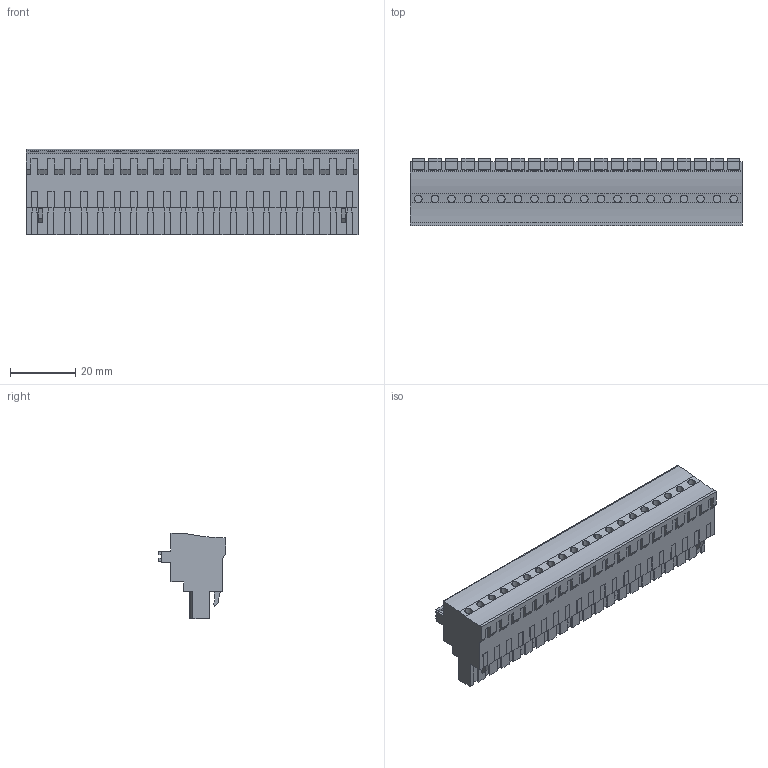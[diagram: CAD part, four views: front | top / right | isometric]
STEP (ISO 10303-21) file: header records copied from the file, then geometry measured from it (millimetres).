
FILE_DESCRIPTION(('CATIA V5 STEP Exchange','CAx-IF Rec.Pracs.--- Model Styling and Organization---1.2---2011-12-15'),'2;1');
FILE_NAME ('D1461171_0_1982880000_1982880000.stp','2017-10-30T14:58:29+00:00',('none'),('Weidmueller'),'CATIA Version 5-6 Release 2014','CATIA V5 STEP AP214','none');
FILE_SCHEMA(('AUTOMOTIVE_DESIGN { 1 0 10303 214 1 1 1 1 }'));
Length unit declared in the file: millimetre
Products named in the file (1): 1982880000
Bounding box: 101.6 x 20.64 x 26.24 mm (x, y, z)
Volume: 29982 mm3; surface area: 14247.5 mm2
Topology: 21 solids, 21 shells, 1360 faces, 3797 edges, 2561 vertices
Faces by surface type: plane 1157, cylinder 203
Entity records: 39352 total; most frequent: ORIENTED_EDGE 7594, CARTESIAN_POINT 7293, DIRECTION 4985, EDGE_CURVE 3797, VECTOR 3391, LINE 3391, VERTEX_POINT 2561, EDGE_LOOP 1442
